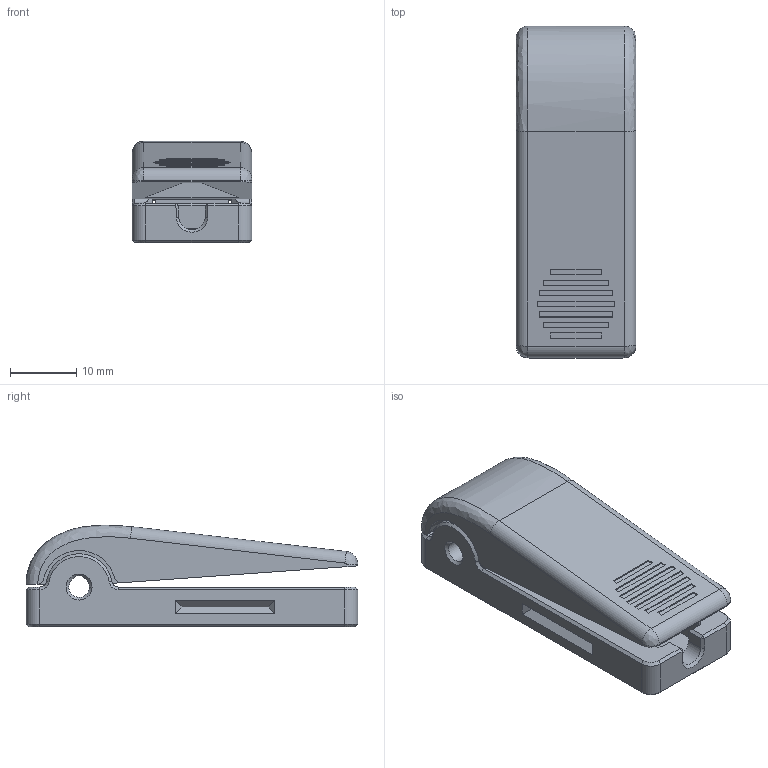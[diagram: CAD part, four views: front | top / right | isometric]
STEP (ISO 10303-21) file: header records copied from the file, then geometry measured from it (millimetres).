
FILE_DESCRIPTION(/* description */ (''),/* implementation_level */ '2;1');
FILE_NAME(/* name */ 'LTS_v1.step',/* time_stamp */ '2024-07-22T14:11:16-04:00',/* author */ (''),/* organization */ (''),/* preprocessor_version */ 'ST-DEVELOPER v20',/* originating_system */ 'Autodesk Translation Framework v13.14.0.145',/* authorisation */ '');
FILE_SCHEMA (('AUTOMOTIVE_DESIGN { 1 0 10303 214 3 1 1 }'));
Length unit declared in the file: millimetre
Products named in the file (7): (Unsaved); Button; Base; Cap; Tactile Switch; Cable; Hole Sizing Jig
Assembly tree (6 placements, depth 3):
  (Unsaved)
    Button
      Base
      Cap
      Tactile Switch
      Cable
    Hole Sizing Jig
Bounding box: 18 x 50 x 15.33 mm (x, y, z)
Volume: 8283.5 mm3; surface area: 6133.1 mm2
Topology: 2 solids, 2 shells, 248 faces, 632 edges, 402 vertices
Faces by surface type: plane 151, bspline 35, cylinder 33, cone 29
Full cylindrical faces by diameter (mm): 3.4 x1, 3.85 x1
Entity records: 8111 total; most frequent: CARTESIAN_POINT 2118, ORIENTED_EDGE 1264, DIRECTION 1102, EDGE_CURVE 632, LINE 452, VECTOR 452, VERTEX_POINT 402, AXIS2_PLACEMENT_3D 325
